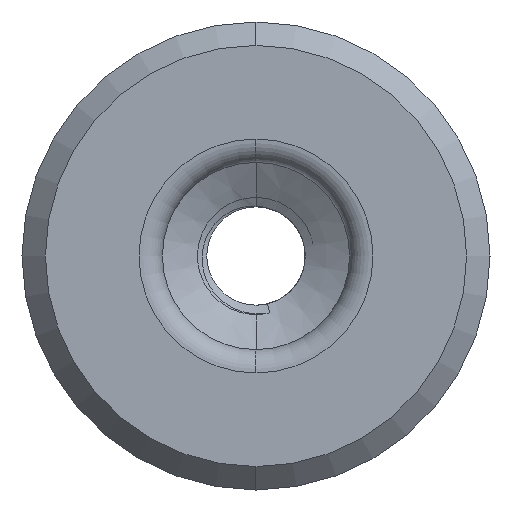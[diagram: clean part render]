
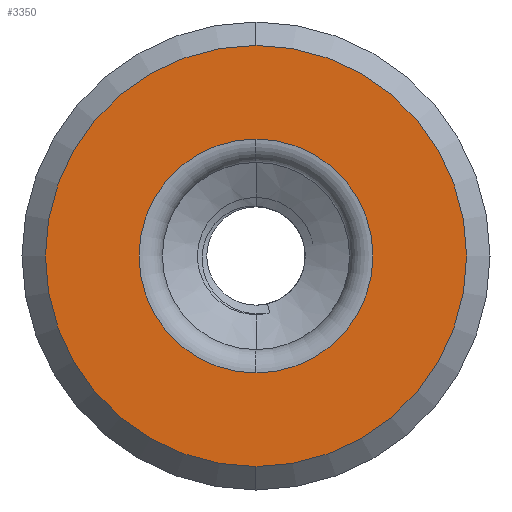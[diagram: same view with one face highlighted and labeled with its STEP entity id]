
A CAD part, left-side view. The second image highlights one B-rep face of the part: STEP entity #3350.
In plain terms, the highlighted planar face has unit normal (-1, 0, 0).
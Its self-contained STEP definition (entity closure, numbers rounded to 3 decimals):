
#1768 = CIRCLE ( 'NONE', #2463, 5. ) ;
#1792 = CIRCLE ( 'NONE', #2464, 9. ) ;
#2463 = AXIS2_PLACEMENT_3D ( 'NONE', #6930, #6923, #6921 ) ;
#2464 = AXIS2_PLACEMENT_3D ( 'NONE', #6984, #6978, #7014 ) ;
#2481 = AXIS2_PLACEMENT_3D ( 'NONE', #4803, #4797, #4767 ) ;
#2485 = AXIS2_PLACEMENT_3D ( 'NONE', #4703, #4683, #4687 ) ;
#3350 = ADVANCED_FACE ( 'NONE', ( #3507, #3510 ), #6293, .F. ) ;
#3458 = EDGE_LOOP ( 'NONE', ( #5679, #5743 ) ) ;
#3483 = EDGE_LOOP ( 'NONE', ( #5641, #5676 ) ) ;
#3507 = FACE_BOUND ( 'NONE', #3458, .T. ) ;
#3510 = FACE_OUTER_BOUND ( 'NONE', #3483, .T. ) ;
#3713 = CIRCLE ( 'NONE', #2485, 9. ) ;
#3721 = CIRCLE ( 'NONE', #2481, 5. ) ;
#4416 = CARTESIAN_POINT ( 'NONE',  ( 0., 0., -5. ) ) ;
#4418 = CARTESIAN_POINT ( 'NONE',  ( 0., 0., 9. ) ) ;
#4425 = CARTESIAN_POINT ( 'NONE',  ( 0., 0., 5. ) ) ;
#4433 = CARTESIAN_POINT ( 'NONE',  ( 0., 0., -9. ) ) ;
#4683 = DIRECTION ( 'NONE',  ( -1., 0., 0. ) ) ;
#4687 = DIRECTION ( 'NONE',  ( 0., 0., 1. ) ) ;
#4703 = CARTESIAN_POINT ( 'NONE',  ( 0., 0., 0. ) ) ;
#4767 = DIRECTION ( 'NONE',  ( 0., 0., 1. ) ) ;
#4797 = DIRECTION ( 'NONE',  ( -1., 0., 0. ) ) ;
#4803 = CARTESIAN_POINT ( 'NONE',  ( 0., 0., 0. ) ) ;
#5641 = ORIENTED_EDGE ( 'NONE', *, *, #7695, .T. ) ;
#5676 = ORIENTED_EDGE ( 'NONE', *, *, #7524, .T. ) ;
#5679 = ORIENTED_EDGE ( 'NONE', *, *, #7540, .F. ) ;
#5743 = ORIENTED_EDGE ( 'NONE', *, *, #7676, .F. ) ;
#5760 = VERTEX_POINT ( 'NONE', #4416 ) ;
#5764 = VERTEX_POINT ( 'NONE', #4433 ) ;
#5770 = VERTEX_POINT ( 'NONE', #4418 ) ;
#5772 = VERTEX_POINT ( 'NONE', #4425 ) ;
#6293 = PLANE ( 'NONE',  #7741 ) ;
#6301 = DIRECTION ( 'NONE',  ( 1., 0., 0. ) ) ;
#6302 = DIRECTION ( 'NONE',  ( 0., 0., -1. ) ) ;
#6306 = CARTESIAN_POINT ( 'NONE',  ( 0., 5., 0. ) ) ;
#6921 = DIRECTION ( 'NONE',  ( 0., 0., 1. ) ) ;
#6923 = DIRECTION ( 'NONE',  ( -1., 0., 0. ) ) ;
#6930 = CARTESIAN_POINT ( 'NONE',  ( 0., 0., 0. ) ) ;
#6978 = DIRECTION ( 'NONE',  ( -1., 0., 0. ) ) ;
#6984 = CARTESIAN_POINT ( 'NONE',  ( 0., 0., 0. ) ) ;
#7014 = DIRECTION ( 'NONE',  ( 0., 0., 1. ) ) ;
#7524 = EDGE_CURVE ( 'NONE', #5770, #5764, #3713, .T. ) ;
#7540 = EDGE_CURVE ( 'NONE', #5772, #5760, #3721, .T. ) ;
#7676 = EDGE_CURVE ( 'NONE', #5760, #5772, #1768, .T. ) ;
#7695 = EDGE_CURVE ( 'NONE', #5764, #5770, #1792, .T. ) ;
#7741 = AXIS2_PLACEMENT_3D ( 'NONE', #6306, #6301, #6302 ) ;
